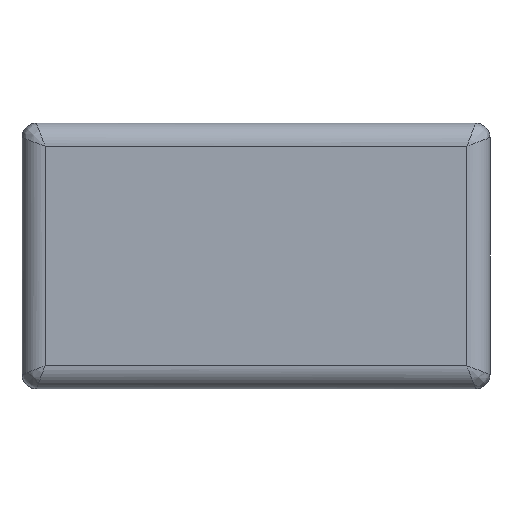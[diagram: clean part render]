
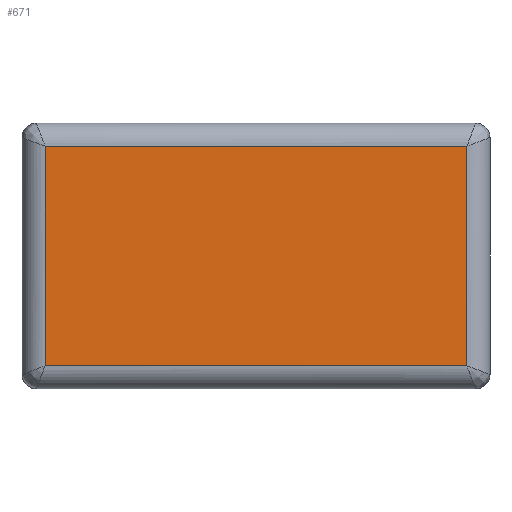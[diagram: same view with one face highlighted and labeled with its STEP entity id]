
A CAD part, left-side view. The second image highlights one B-rep face of the part: STEP entity #671.
In plain terms, the highlighted planar face has unit normal (-1, 0, 0).
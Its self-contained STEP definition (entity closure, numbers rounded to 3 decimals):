
#2=CARTESIAN_POINT ( 'NONE',  ( -1.6, -0.73, 0.08 ) );
#6=DIRECTION ( 'NONE',  ( 0., 0., -1. ) );
#36=DIRECTION ( 'NONE',  ( 0., 1., 0. ) );
#80=DIRECTION ( 'NONE',  ( 1., 0., 0. ) );
#103=DIRECTION ( 'NONE',  ( 0., 0., -1. ) );
#161=LINE ( 'NONE', #1214, #681 );
#184=ORIENTED_EDGE ( 'NONE', *, *, #945, .T. );
#203=PLANE ( 'NONE',  #684 );
#222=VECTOR ( 'NONE', #602, 1000. );
#249=CARTESIAN_POINT ( 'NONE',  ( -1.6, 0.73, 0.92 ) );
#282=LINE ( 'NONE', #249, #1178 );
#293=CARTESIAN_POINT ( 'NONE',  ( -1.6, 0.73, 0.08 ) );
#377=EDGE_CURVE ( 'NONE', #1674, #1495, #1000, .T. );
#396=ORIENTED_EDGE ( 'NONE', *, *, #972, .T. );
#406=CARTESIAN_POINT ( 'NONE',  ( -1.6, -0.73, 0.84 ) );
#424=VERTEX_POINT ( 'NONE', #1001 );
#602=DIRECTION ( 'NONE',  ( 0., -1., 0. ) );
#671=ADVANCED_FACE ( 'NONE', ( #1252 ), #203, .F. );
#681=VECTOR ( 'NONE', #1121, 1000. );
#684=AXIS2_PLACEMENT_3D ( 'NONE', #710, #80, #6 );
#710=CARTESIAN_POINT ( 'NONE',  ( -1.6, -0.81, 0.92 ) );
#945=EDGE_CURVE ( 'NONE', #1159, #424, #1077, .T. );
#972=EDGE_CURVE ( 'NONE', #1495, #1159, #161, .T. );
#1000=LINE ( 'NONE', #1260, #222 );
#1001=CARTESIAN_POINT ( 'NONE',  ( -1.6, 0.73, 0.84 ) );
#1075=ORIENTED_EDGE ( 'NONE', *, *, #1496, .T. );
#1077=LINE ( 'NONE', #1402, #1101 );
#1101=VECTOR ( 'NONE', #36, 1000. );
#1121=DIRECTION ( 'NONE',  ( 0., 0., 1. ) );
#1159=VERTEX_POINT ( 'NONE', #406 );
#1178=VECTOR ( 'NONE', #103, 1000. );
#1202=ORIENTED_EDGE ( 'NONE', *, *, #377, .T. );
#1214=CARTESIAN_POINT ( 'NONE',  ( -1.6, -0.73, 0.92 ) );
#1252=FACE_OUTER_BOUND ( 'NONE', #1505, .T. );
#1260=CARTESIAN_POINT ( 'NONE',  ( -1.6, 0., 0.08 ) );
#1402=CARTESIAN_POINT ( 'NONE',  ( -1.6, -0.81, 0.84 ) );
#1495=VERTEX_POINT ( 'NONE', #2 );
#1496=EDGE_CURVE ( 'NONE', #424, #1674, #282, .T. );
#1505=EDGE_LOOP ( 'NONE', ( #1075, #1202, #396, #184 ) );
#1674=VERTEX_POINT ( 'NONE', #293 );
